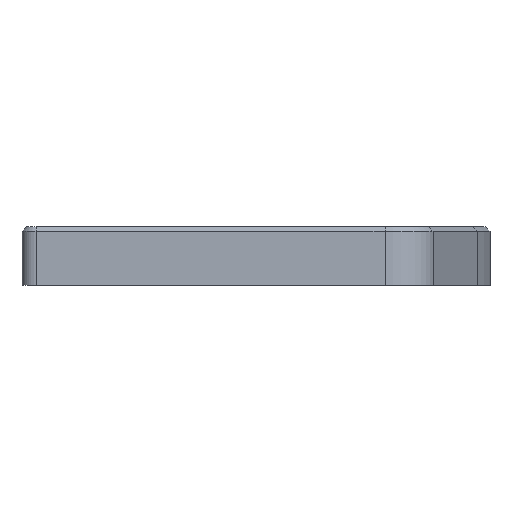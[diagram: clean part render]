
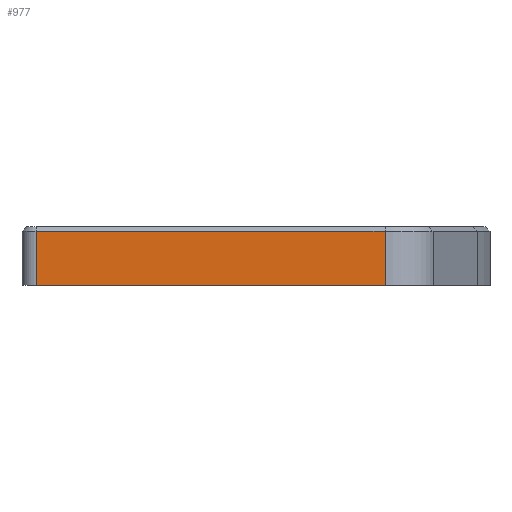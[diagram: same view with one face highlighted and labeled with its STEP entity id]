
A CAD part, left-side view. The second image highlights one B-rep face of the part: STEP entity #977.
In plain terms, the highlighted planar face has unit normal (-1, 0, 0).
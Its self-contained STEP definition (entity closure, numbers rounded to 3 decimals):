
#39 = CARTESIAN_POINT ( 'NONE',  ( -1.437, 0.237, 4.6 ) ) ;
#153 = LINE ( 'NONE', #1371, #2948 ) ;
#217 = CARTESIAN_POINT ( 'NONE',  ( -1.437, 0.237, 4.6 ) ) ;
#338 = LINE ( 'NONE', #1950, #466 ) ;
#394 = ORIENTED_EDGE ( 'NONE', *, *, #2337, .F. ) ;
#454 = ORIENTED_EDGE ( 'NONE', *, *, #1623, .T. ) ;
#466 = VECTOR ( 'NONE', #1525, 1000. ) ;
#509 = DIRECTION ( 'NONE',  ( 0., 0., -1. ) ) ;
#555 = CARTESIAN_POINT ( 'NONE',  ( -1.437, 0., 5. ) ) ;
#646 = VERTEX_POINT ( 'NONE', #2782 ) ;
#752 = VERTEX_POINT ( 'NONE', #39 ) ;
#775 = DIRECTION ( 'NONE',  ( 1., 0., 0. ) ) ;
#896 = DIRECTION ( 'NONE',  ( 0., 0., -1. ) ) ;
#977 = ADVANCED_FACE ( 'NONE', ( #1954 ), #2211, .F. ) ;
#1060 = CARTESIAN_POINT ( 'NONE',  ( -1.437, -29.464, 0. ) ) ;
#1153 = DIRECTION ( 'NONE',  ( 0., 1., 0. ) ) ;
#1218 = LINE ( 'NONE', #2373, #2779 ) ;
#1371 = CARTESIAN_POINT ( 'NONE',  ( -1.437, -29.464, 5. ) ) ;
#1388 = LINE ( 'NONE', #217, #2968 ) ;
#1449 = CARTESIAN_POINT ( 'NONE',  ( -1.437, -29.464, 4.6 ) ) ;
#1525 = DIRECTION ( 'NONE',  ( 0., -1., 0. ) ) ;
#1603 = EDGE_CURVE ( 'NONE', #1618, #752, #1388, .T. ) ;
#1618 = VERTEX_POINT ( 'NONE', #1449 ) ;
#1623 = EDGE_CURVE ( 'NONE', #752, #646, #1218, .T. ) ;
#1950 = CARTESIAN_POINT ( 'NONE',  ( -1.437, 0., 0. ) ) ;
#1954 = FACE_OUTER_BOUND ( 'NONE', #2491, .T. ) ;
#2192 = VERTEX_POINT ( 'NONE', #1060 ) ;
#2211 = PLANE ( 'NONE',  #2332 ) ;
#2228 = EDGE_CURVE ( 'NONE', #646, #2192, #338, .T. ) ;
#2251 = ORIENTED_EDGE ( 'NONE', *, *, #1603, .T. ) ;
#2332 = AXIS2_PLACEMENT_3D ( 'NONE', #555, #775, #2418 ) ;
#2337 = EDGE_CURVE ( 'NONE', #1618, #2192, #153, .T. ) ;
#2373 = CARTESIAN_POINT ( 'NONE',  ( -1.437, 0.237, 5. ) ) ;
#2418 = DIRECTION ( 'NONE',  ( 0., 1., 0. ) ) ;
#2491 = EDGE_LOOP ( 'NONE', ( #394, #2251, #454, #3009 ) ) ;
#2779 = VECTOR ( 'NONE', #509, 1000. ) ;
#2782 = CARTESIAN_POINT ( 'NONE',  ( -1.437, 0.237, 0. ) ) ;
#2948 = VECTOR ( 'NONE', #896, 1000. ) ;
#2968 = VECTOR ( 'NONE', #1153, 1000. ) ;
#3009 = ORIENTED_EDGE ( 'NONE', *, *, #2228, .T. ) ;
